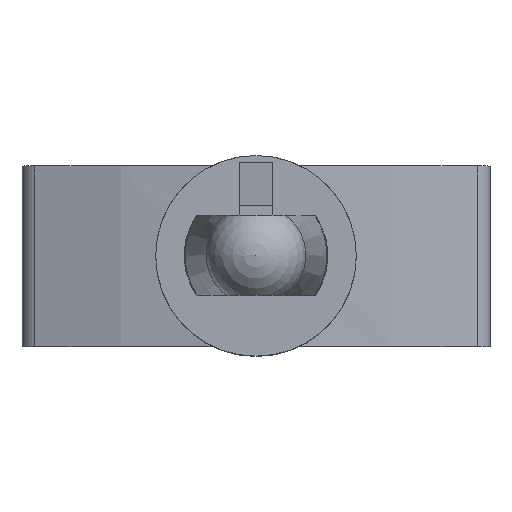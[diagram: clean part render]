
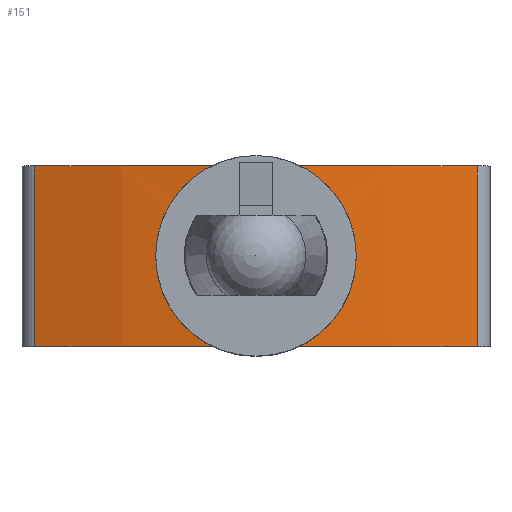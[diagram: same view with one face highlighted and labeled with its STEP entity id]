
A CAD part, top view. The second image highlights one B-rep face of the part: STEP entity #151.
In plain terms, the highlighted cylindrical face has radius 18.267 mm (diameter 36.534 mm), a partial arc.
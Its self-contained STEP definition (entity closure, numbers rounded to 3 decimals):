
#151 = ADVANCED_FACE( '', ( #367, #368 ), #369, .T. );
#367 = FACE_OUTER_BOUND( '', #749, .T. );
#368 = FACE_BOUND( '', #750, .T. );
#369 = CYLINDRICAL_SURFACE( '', #751, 18.267 );
#749 = EDGE_LOOP( '', ( #2117, #2118, #2119, #2120 ) );
#750 = EDGE_LOOP( '', ( #2121, #2122 ) );
#751 = AXIS2_PLACEMENT_3D( '', #2123, #2124, #2125 );
#2117 = ORIENTED_EDGE( '', *, *, #2820, .F. );
#2118 = ORIENTED_EDGE( '', *, *, #2821, .F. );
#2119 = ORIENTED_EDGE( '', *, *, #2822, .T. );
#2120 = ORIENTED_EDGE( '', *, *, #2727, .T. );
#2121 = ORIENTED_EDGE( '', *, *, #2823, .T. );
#2122 = ORIENTED_EDGE( '', *, *, #2824, .T. );
#2123 = CARTESIAN_POINT( '', ( 0., -2.7, -23.907 ) );
#2124 = DIRECTION( '', ( 0., -1., 0. ) );
#2125 = DIRECTION( '', ( 0., 0., 1. ) );
#2727 = EDGE_CURVE( '', #3058, #3055, #3059, .T. );
#2820 = EDGE_CURVE( '', #3214, #3055, #3215, .T. );
#2821 = EDGE_CURVE( '', #3216, #3214, #3217, .T. );
#2822 = EDGE_CURVE( '', #3216, #3058, #3218, .T. );
#2823 = EDGE_CURVE( '', #3219, #3220, #3221, .T. );
#2824 = EDGE_CURVE( '', #3220, #3219, #3222, .T. );
#3055 = VERTEX_POINT( '', #3607 );
#3058 = VERTEX_POINT( '', #3610 );
#3059 = LINE( '', #3611, #3612 );
#3214 = VERTEX_POINT( '', #3860 );
#3215 = CIRCLE( '', #3861, 18.267 );
#3216 = VERTEX_POINT( '', #3862 );
#3217 = LINE( '', #3863, #3864 );
#3218 = CIRCLE( '', #3865, 18.267 );
#3219 = VERTEX_POINT( '', #3866 );
#3220 = VERTEX_POINT( '', #3867 );
#3221 = B_SPLINE_CURVE_WITH_KNOTS( '', 3, ( #3868, #3869, #3870, #3871, #3872, #3873, #3874, #3875, #3876, #3877, #3878, #3879, #3880, #3881, #3882, #3883, #3884, #3885 ), .UNSPECIFIED., .F., .F., ( 4, 2, 2, 2, 2, 2, 2, 2, 4 ), ( 0., 0.001, 0.002, 0.002, 0.003, 0.004, 0.005, 0.006, 0.006 ), .UNSPECIFIED. );
#3222 = B_SPLINE_CURVE_WITH_KNOTS( '', 3, ( #3886, #3887, #3888, #3889, #3890, #3891, #3892, #3893, #3894, #3895, #3896, #3897, #3898, #3899, #3900, #3901, #3902, #3903 ), .UNSPECIFIED., .F., .F., ( 4, 2, 2, 2, 2, 2, 2, 2, 4 ), ( 0., 0.001, 0.002, 0.002, 0.003, 0.004, 0.005, 0.006, 0.006 ), .UNSPECIFIED. );
#3607 = CARTESIAN_POINT( '', ( 6.617, 2.7, -6.881 ) );
#3610 = CARTESIAN_POINT( '', ( 6.617, -2.7, -6.881 ) );
#3611 = CARTESIAN_POINT( '', ( 6.617, -2.7, -6.881 ) );
#3612 = VECTOR( '', #4693, 1000. );
#3860 = CARTESIAN_POINT( '', ( -6.617, 2.7, -6.881 ) );
#3861 = AXIS2_PLACEMENT_3D( '', #4803, #4804, #4805 );
#3862 = CARTESIAN_POINT( '', ( -6.617, -2.7, -6.881 ) );
#3863 = CARTESIAN_POINT( '', ( -6.617, -2.7, -6.881 ) );
#3864 = VECTOR( '', #4806, 1000. );
#3865 = AXIS2_PLACEMENT_3D( '', #4807, #4808, #4809 );
#3866 = CARTESIAN_POINT( '', ( -2.07, 0., -5.758 ) );
#3867 = CARTESIAN_POINT( '', ( 2.07, 0., -5.758 ) );
#3868 = CARTESIAN_POINT( '', ( -2.07, 0., -5.758 ) );
#3869 = CARTESIAN_POINT( '', ( -2.051, 0.264, -5.755 ) );
#3870 = CARTESIAN_POINT( '', ( -1.986, 0.524, -5.748 ) );
#3871 = CARTESIAN_POINT( '', ( -1.764, 1.004, -5.725 ) );
#3872 = CARTESIAN_POINT( '', ( -1.61, 1.223, -5.71 ) );
#3873 = CARTESIAN_POINT( '', ( -1.235, 1.593, -5.681 ) );
#3874 = CARTESIAN_POINT( '', ( -1.013, 1.745, -5.666 ) );
#3875 = CARTESIAN_POINT( '', ( -0.528, 1.954, -5.646 ) );
#3876 = CARTESIAN_POINT( '', ( -0.264, 2.01, -5.64 ) );
#3877 = CARTESIAN_POINT( '', ( 0.264, 2.01, -5.64 ) );
#3878 = CARTESIAN_POINT( '', ( 0.527, 1.954, -5.646 ) );
#3879 = CARTESIAN_POINT( '', ( 1.012, 1.745, -5.666 ) );
#3880 = CARTESIAN_POINT( '', ( 1.234, 1.594, -5.681 ) );
#3881 = CARTESIAN_POINT( '', ( 1.61, 1.223, -5.71 ) );
#3882 = CARTESIAN_POINT( '', ( 1.764, 1.004, -5.725 ) );
#3883 = CARTESIAN_POINT( '', ( 1.985, 0.525, -5.748 ) );
#3884 = CARTESIAN_POINT( '', ( 2.051, 0.264, -5.755 ) );
#3885 = CARTESIAN_POINT( '', ( 2.07, 0., -5.758 ) );
#3886 = CARTESIAN_POINT( '', ( 2.07, 0., -5.758 ) );
#3887 = CARTESIAN_POINT( '', ( 2.051, -0.264, -5.755 ) );
#3888 = CARTESIAN_POINT( '', ( 1.986, -0.524, -5.748 ) );
#3889 = CARTESIAN_POINT( '', ( 1.764, -1.004, -5.725 ) );
#3890 = CARTESIAN_POINT( '', ( 1.61, -1.223, -5.71 ) );
#3891 = CARTESIAN_POINT( '', ( 1.235, -1.593, -5.681 ) );
#3892 = CARTESIAN_POINT( '', ( 1.013, -1.745, -5.666 ) );
#3893 = CARTESIAN_POINT( '', ( 0.528, -1.954, -5.646 ) );
#3894 = CARTESIAN_POINT( '', ( 0.264, -2.01, -5.64 ) );
#3895 = CARTESIAN_POINT( '', ( -0.264, -2.01, -5.64 ) );
#3896 = CARTESIAN_POINT( '', ( -0.527, -1.954, -5.646 ) );
#3897 = CARTESIAN_POINT( '', ( -1.012, -1.745, -5.666 ) );
#3898 = CARTESIAN_POINT( '', ( -1.234, -1.594, -5.681 ) );
#3899 = CARTESIAN_POINT( '', ( -1.61, -1.223, -5.71 ) );
#3900 = CARTESIAN_POINT( '', ( -1.764, -1.004, -5.725 ) );
#3901 = CARTESIAN_POINT( '', ( -1.985, -0.525, -5.748 ) );
#3902 = CARTESIAN_POINT( '', ( -2.051, -0.264, -5.755 ) );
#3903 = CARTESIAN_POINT( '', ( -2.07, 0., -5.758 ) );
#4693 = DIRECTION( '', ( 0., 1., 0. ) );
#4803 = CARTESIAN_POINT( '', ( 0., 2.7, -23.907 ) );
#4804 = DIRECTION( '', ( 0., 1., 0. ) );
#4805 = DIRECTION( '', ( 1., 0., 0. ) );
#4806 = DIRECTION( '', ( 0., 1., 0. ) );
#4807 = CARTESIAN_POINT( '', ( 0., -2.7, -23.907 ) );
#4808 = DIRECTION( '', ( 0., 1., 0. ) );
#4809 = DIRECTION( '', ( 1., 0., 0. ) );
